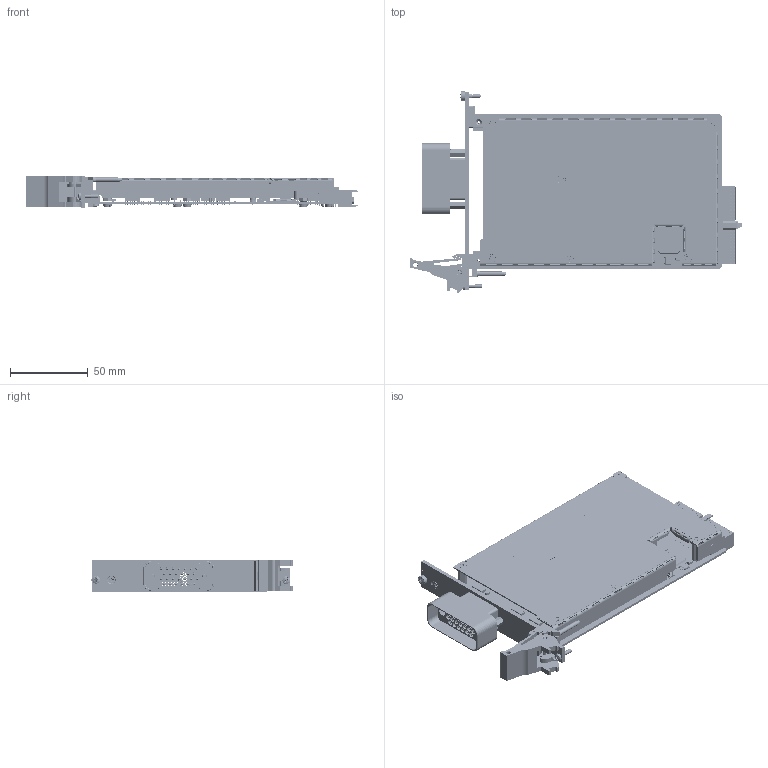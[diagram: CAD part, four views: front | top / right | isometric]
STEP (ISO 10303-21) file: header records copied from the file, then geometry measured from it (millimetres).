
FILE_DESCRIPTION (( 'STEP AP214' ), '1' );
FILE_NAME ('40-728-512 PXI 16x2 RF Matrix 50 Ohm Multiway.STEP', '2013-09-05T09:43:20', ( 'admin' ), ( '' ), 'SwSTEP 2.0', 'SolidWorks 2012', '' );
FILE_SCHEMA (( 'AUTOMOTIVE_DESIGN' ));
Length unit declared in the file: millimetre
Products named in the file (1): 40-728-512 PXI 16x2 RF Matrix 50 Ohm Multiway
Bounding box: 214.01 x 129.67 x 20 mm (x, y, z)
Surface area: 123536.8 mm2 (no closed solid volume)
Topology: 0 solids, 1134 shells, 4499 faces, 15455 edges, 11510 vertices
Faces by surface type: plane 2507, cylinder 1777, bspline 106, torus 54, cone 49, sphere 6
Full cylindrical faces by diameter (mm): 0.278 x3, 0.5 x630, 0.6 x110, 0.8 x6, 0.899 x92, 0.902 x1, 0.903 x12, 0.905 x13, 0.937 x25, 0.948 x71, 0.984 x21, 0.996 x4, 1.016 x173, 1.04 x2, 1.047 x190, 1.3 x20, 1.496 x2, 1.501 x7, 1.524 x6, 1.8 x10, 2 x5, 2.05 x1, 2.26 x26, 2.5 x3, 2.7 x1, 2.8 x1, 3 x3, 3.12 x52, 3.4 x1, 3.665 x1
Entity records: 216993 total; most frequent: CARTESIAN_POINT 43824, DIRECTION 25151, ORIENTED_EDGE 19080, EDGE_CURVE 13114, VERTEX_POINT 10751, AXIS2_PLACEMENT_3D 8622, LINE 7907, VECTOR 7907
